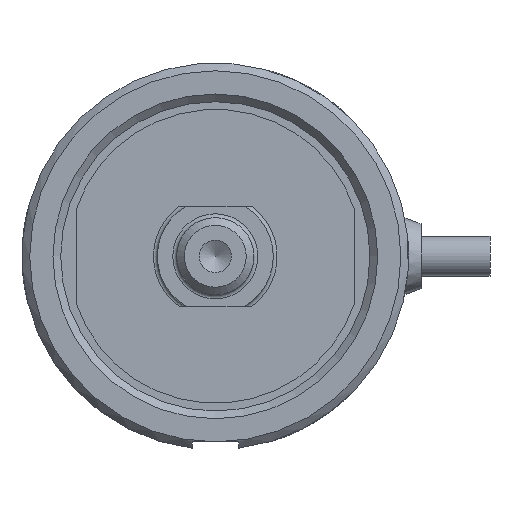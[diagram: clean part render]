
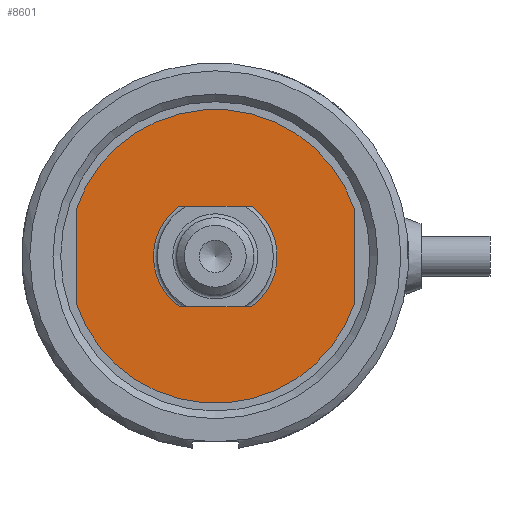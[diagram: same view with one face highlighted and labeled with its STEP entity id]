
A CAD part, left-side view. The second image highlights one B-rep face of the part: STEP entity #8601.
In plain terms, the highlighted planar face has unit normal (-1, 0, 0).
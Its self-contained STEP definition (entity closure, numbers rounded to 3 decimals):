
#514 = CARTESIAN_POINT ( 'NONE',  ( -86., -18., 6.083 ) ) ;
#906 = EDGE_CURVE ( 'NONE', #20026, #14309, #22849, .T. ) ;
#963 = FACE_OUTER_BOUND ( 'NONE', #14268, .T. ) ;
#1197 = CARTESIAN_POINT ( 'NONE',  ( -86., 0., 0. ) ) ;
#1600 = DIRECTION ( 'NONE',  ( 0., 1., 0. ) ) ;
#1612 = CIRCLE ( 'NONE', #16904, 8. ) ;
#1747 = ORIENTED_EDGE ( 'NONE', *, *, #19749, .F. ) ;
#2513 = VERTEX_POINT ( 'NONE', #3353 ) ;
#2680 = ORIENTED_EDGE ( 'NONE', *, *, #13599, .F. ) ;
#3058 = VECTOR ( 'NONE', #12577, 1000. ) ;
#3287 = CIRCLE ( 'NONE', #15504, 8. ) ;
#3353 = CARTESIAN_POINT ( 'NONE',  ( -86., -4.664, 6.5 ) ) ;
#3514 = VERTEX_POINT ( 'NONE', #24367 ) ;
#3641 = CARTESIAN_POINT ( 'NONE',  ( -86., 4.664, 6.5 ) ) ;
#4158 = DIRECTION ( 'NONE',  ( 0., 0., 1. ) ) ;
#4591 = DIRECTION ( 'NONE',  ( 0., 0., 1. ) ) ;
#4833 = CIRCLE ( 'NONE', #13136, 19. ) ;
#5709 = DIRECTION ( 'NONE',  ( 1., 0., 0. ) ) ;
#5803 = CARTESIAN_POINT ( 'NONE',  ( -86., -18., -10. ) ) ;
#5824 = VERTEX_POINT ( 'NONE', #3641 ) ;
#6171 = DIRECTION ( 'NONE',  ( 0., 1., 0. ) ) ;
#6413 = CARTESIAN_POINT ( 'NONE',  ( -86., -10., 6.5 ) ) ;
#7089 = CARTESIAN_POINT ( 'NONE',  ( -86., -4.664, -6.5 ) ) ;
#7298 = EDGE_CURVE ( 'NONE', #3514, #5824, #1612, .T. ) ;
#7403 = CARTESIAN_POINT ( 'NONE',  ( -86., 7.5, 0. ) ) ;
#8601 = ADVANCED_FACE ( 'NONE', ( #963, #26075 ), #22000, .T. ) ;
#8706 = ORIENTED_EDGE ( 'NONE', *, *, #13902, .T. ) ;
#8799 = VERTEX_POINT ( 'NONE', #10899 ) ;
#8836 = CARTESIAN_POINT ( 'NONE',  ( -86., 18., -10. ) ) ;
#9800 = CARTESIAN_POINT ( 'NONE',  ( -86., -18., -6.083 ) ) ;
#10403 = CARTESIAN_POINT ( 'NONE',  ( -86., -10., -6.5 ) ) ;
#10899 = CARTESIAN_POINT ( 'NONE',  ( -86., 18., 6.083 ) ) ;
#11628 = DIRECTION ( 'NONE',  ( -1., 0., 0. ) ) ;
#12053 = EDGE_CURVE ( 'NONE', #14309, #8799, #25863, .T. ) ;
#12445 = LINE ( 'NONE', #6413, #3058 ) ;
#12577 = DIRECTION ( 'NONE',  ( 0., 1., 0. ) ) ;
#13136 = AXIS2_PLACEMENT_3D ( 'NONE', #14464, #16215, #1600 ) ;
#13295 = ORIENTED_EDGE ( 'NONE', *, *, #12053, .F. ) ;
#13599 = EDGE_CURVE ( 'NONE', #8799, #26926, #4833, .T. ) ;
#13823 = EDGE_LOOP ( 'NONE', ( #21780, #1747, #14673, #23224 ) ) ;
#13902 = EDGE_CURVE ( 'NONE', #20026, #26926, #22874, .T. ) ;
#14069 = CARTESIAN_POINT ( 'NONE',  ( -86., 0., 0. ) ) ;
#14268 = EDGE_LOOP ( 'NONE', ( #8706, #2680, #13295, #26838 ) ) ;
#14309 = VERTEX_POINT ( 'NONE', #18210 ) ;
#14464 = CARTESIAN_POINT ( 'NONE',  ( -86., 0., 0. ) ) ;
#14673 = ORIENTED_EDGE ( 'NONE', *, *, #21201, .T. ) ;
#14821 = VECTOR ( 'NONE', #6171, 1000. ) ;
#15504 = AXIS2_PLACEMENT_3D ( 'NONE', #1197, #5709, #19928 ) ;
#15640 = AXIS2_PLACEMENT_3D ( 'NONE', #7403, #11628, #24041 ) ;
#16215 = DIRECTION ( 'NONE',  ( 1., 0., 0. ) ) ;
#16230 = EDGE_CURVE ( 'NONE', #21092, #3514, #16538, .T. ) ;
#16538 = LINE ( 'NONE', #10403, #14821 ) ;
#16904 = AXIS2_PLACEMENT_3D ( 'NONE', #14069, #22382, #24290 ) ;
#18210 = CARTESIAN_POINT ( 'NONE',  ( -86., 18., -6.083 ) ) ;
#19749 = EDGE_CURVE ( 'NONE', #2513, #5824, #12445, .T. ) ;
#19928 = DIRECTION ( 'NONE',  ( 0., -1., 0. ) ) ;
#20026 = VERTEX_POINT ( 'NONE', #9800 ) ;
#20051 = VECTOR ( 'NONE', #4591, 1000. ) ;
#21092 = VERTEX_POINT ( 'NONE', #7089 ) ;
#21201 = EDGE_CURVE ( 'NONE', #2513, #21092, #3287, .T. ) ;
#21315 = DIRECTION ( 'NONE',  ( 1., 0., 0. ) ) ;
#21451 = CARTESIAN_POINT ( 'NONE',  ( -86., 0., 0. ) ) ;
#21538 = AXIS2_PLACEMENT_3D ( 'NONE', #21451, #21315, #21699 ) ;
#21699 = DIRECTION ( 'NONE',  ( 0., 1., 0. ) ) ;
#21780 = ORIENTED_EDGE ( 'NONE', *, *, #7298, .T. ) ;
#22000 = PLANE ( 'NONE',  #15640 ) ;
#22382 = DIRECTION ( 'NONE',  ( 1., 0., 0. ) ) ;
#22849 = CIRCLE ( 'NONE', #21538, 19. ) ;
#22874 = LINE ( 'NONE', #5803, #24308 ) ;
#23224 = ORIENTED_EDGE ( 'NONE', *, *, #16230, .T. ) ;
#24041 = DIRECTION ( 'NONE',  ( 0., -1., 0. ) ) ;
#24290 = DIRECTION ( 'NONE',  ( 0., -1., 0. ) ) ;
#24308 = VECTOR ( 'NONE', #4158, 1000. ) ;
#24367 = CARTESIAN_POINT ( 'NONE',  ( -86., 4.664, -6.5 ) ) ;
#25863 = LINE ( 'NONE', #8836, #20051 ) ;
#26075 = FACE_BOUND ( 'NONE', #13823, .T. ) ;
#26838 = ORIENTED_EDGE ( 'NONE', *, *, #906, .F. ) ;
#26926 = VERTEX_POINT ( 'NONE', #514 ) ;
